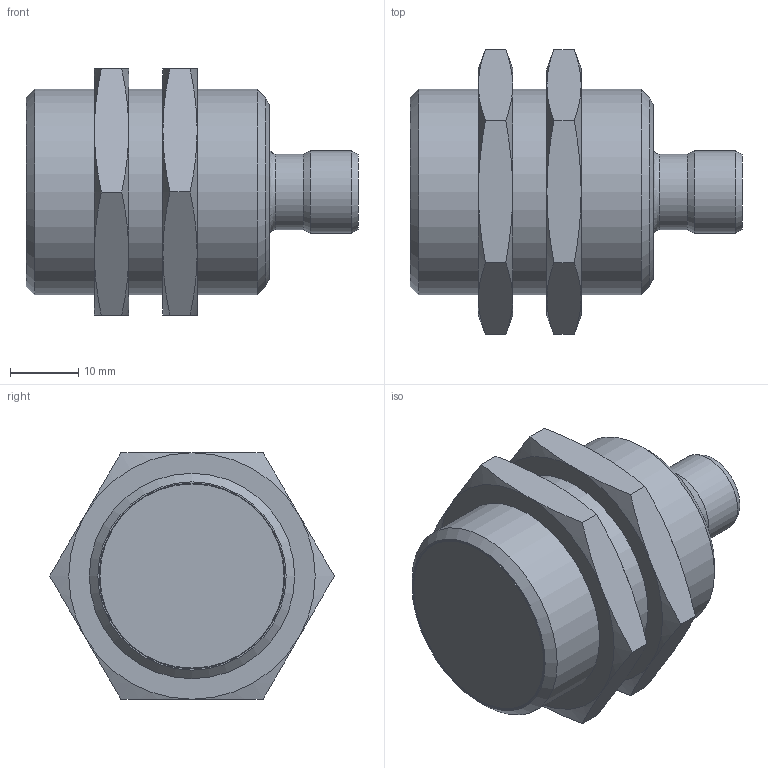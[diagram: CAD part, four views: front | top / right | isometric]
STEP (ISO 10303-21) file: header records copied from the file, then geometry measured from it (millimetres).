
FILE_DESCRIPTION (( 'STEP AP214' ), '1' );
FILE_NAME ('DW-AS-509-M30-320.STEP', '2019-09-11T20:20:48', ( '' ), ( '' ), 'SwSTEP 2.0', 'SolidWorks 2018', '' );
FILE_SCHEMA (( 'AUTOMOTIVE_DESIGN' ));
Length unit declared in the file: inch
Products named in the file (1): DW-AS-509-M30-320
Bounding box: 48.5 x 41.57 x 36 mm (x, y, z)
Volume: 30260.5 mm3; surface area: 6872.5 mm2
Topology: 1 solids, 1 shells, 58 faces, 120 edges, 71 vertices
Faces by surface type: cone 29, plane 21, cylinder 7, bspline 1
Full cylindrical faces by diameter (mm): 11 x1, 12 x1, 26.9 x1, 27.13 x1, 30 x3
Entity records: 1645 total; most frequent: CARTESIAN_POINT 502, DIRECTION 212, ORIENTED_EDGE 206, EDGE_CURVE 103, AXIS2_PLACEMENT_3D 100, EDGE_LOOP 78, VERTEX_POINT 67, FACE_OUTER_BOUND 66
